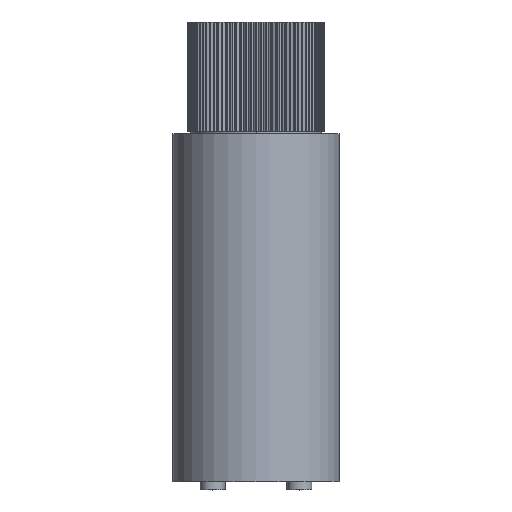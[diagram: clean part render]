
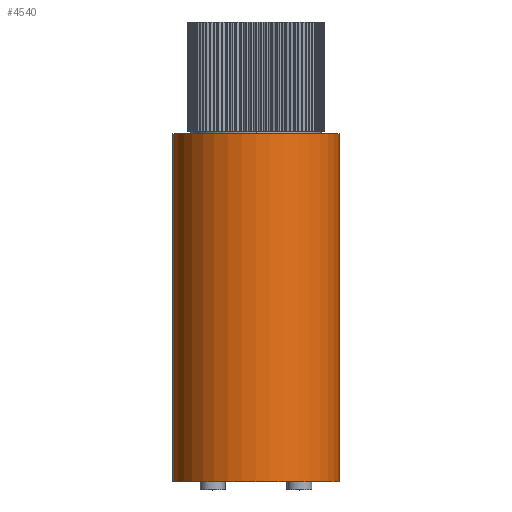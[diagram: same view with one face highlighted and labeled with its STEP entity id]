
A CAD part, top view. The second image highlights one B-rep face of the part: STEP entity #4540.
In plain terms, the highlighted cylindrical face has radius 5.245 mm (diameter 10.49 mm), a partial arc.
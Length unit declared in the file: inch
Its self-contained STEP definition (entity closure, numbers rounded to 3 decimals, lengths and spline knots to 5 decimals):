
#1128 = CARTESIAN_POINT ( 'NONE',  ( 0.04692, -0.06026, -0.03987 ) ) ;
#2883 = DIRECTION ( 'NONE',  ( 0., -1., 0. ) ) ;
#3001 = DIRECTION ( 'NONE',  ( 1., 0., 0. ) ) ;
#3759 = VERTEX_POINT ( 'NONE', #22343 ) ;
#4471 = LINE ( 'NONE', #23314, #11622 ) ;
#4540 = ADVANCED_FACE ( 'NONE', ( #8408 ), #13143, .T. ) ;
#4812 = CARTESIAN_POINT ( 'NONE',  ( 0.25342, -0.92626, -0.03987 ) ) ;
#4932 = VERTEX_POINT ( 'NONE', #4812 ) ;
#6405 = CARTESIAN_POINT ( 'NONE',  ( -0.15958, -0.92626, -0.03987 ) ) ;
#6757 = DIRECTION ( 'NONE',  ( 1., 0., 0. ) ) ;
#8408 = FACE_OUTER_BOUND ( 'NONE', #23320, .T. ) ;
#8709 = ORIENTED_EDGE ( 'NONE', *, *, #18427, .T. ) ;
#9379 = CARTESIAN_POINT ( 'NONE',  ( 0.04692, -0.92626, -0.03987 ) ) ;
#9492 = AXIS2_PLACEMENT_3D ( 'NONE', #19806, #2883, #6757 ) ;
#9666 = CARTESIAN_POINT ( 'NONE',  ( -0.15958, -0.06026, -0.03987 ) ) ;
#10671 = DIRECTION ( 'NONE',  ( 0., -1., 0. ) ) ;
#10751 = CIRCLE ( 'NONE', #15881, 0.2065 ) ;
#11315 = DIRECTION ( 'NONE',  ( -1., 0., 0. ) ) ;
#11622 = VECTOR ( 'NONE', #23237, 39.37008 ) ;
#13143 = CYLINDRICAL_SURFACE ( 'NONE', #9492, 0.2065 ) ;
#13163 = ORIENTED_EDGE ( 'NONE', *, *, #17681, .F. ) ;
#13806 = VERTEX_POINT ( 'NONE', #6405 ) ;
#14296 = DIRECTION ( 'NONE',  ( 0., 1., 0. ) ) ;
#15881 = AXIS2_PLACEMENT_3D ( 'NONE', #9379, #22518, #11315 ) ;
#16168 = VERTEX_POINT ( 'NONE', #9666 ) ;
#16668 = VECTOR ( 'NONE', #10671, 39.37008 ) ;
#17681 = EDGE_CURVE ( 'NONE', #16168, #3759, #19670, .T. ) ;
#18242 = EDGE_CURVE ( 'NONE', #16168, #13806, #21623, .T. ) ;
#18354 = AXIS2_PLACEMENT_3D ( 'NONE', #1128, #14296, #3001 ) ;
#18427 = EDGE_CURVE ( 'NONE', #13806, #4932, #10751, .T. ) ;
#18574 = ORIENTED_EDGE ( 'NONE', *, *, #18242, .T. ) ;
#18726 = EDGE_CURVE ( 'NONE', #3759, #4932, #4471, .T. ) ;
#18926 = ORIENTED_EDGE ( 'NONE', *, *, #18726, .F. ) ;
#19670 = CIRCLE ( 'NONE', #18354, 0.2065 ) ;
#19806 = CARTESIAN_POINT ( 'NONE',  ( 0.04692, -0.06026, -0.03987 ) ) ;
#21623 = LINE ( 'NONE', #23675, #16668 ) ;
#22343 = CARTESIAN_POINT ( 'NONE',  ( 0.25342, -0.06026, -0.03987 ) ) ;
#22518 = DIRECTION ( 'NONE',  ( 0., 1., 0. ) ) ;
#23237 = DIRECTION ( 'NONE',  ( 0., -1., 0. ) ) ;
#23314 = CARTESIAN_POINT ( 'NONE',  ( 0.25342, -0.06026, -0.03987 ) ) ;
#23320 = EDGE_LOOP ( 'NONE', ( #13163, #18574, #8709, #18926 ) ) ;
#23675 = CARTESIAN_POINT ( 'NONE',  ( -0.15958, -0.06026, -0.03987 ) ) ;
